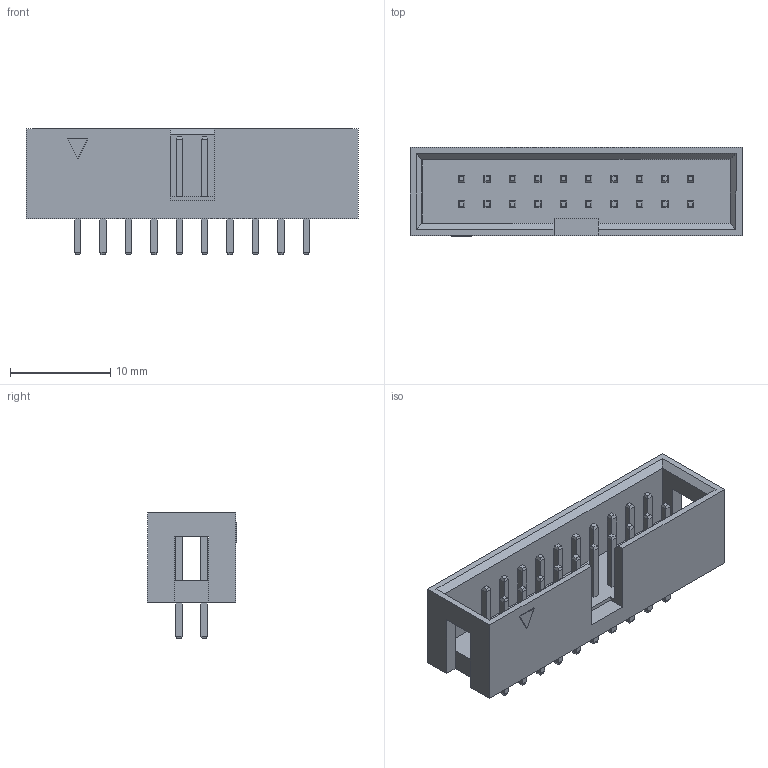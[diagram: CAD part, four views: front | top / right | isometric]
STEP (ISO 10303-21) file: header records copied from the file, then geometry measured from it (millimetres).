
FILE_DESCRIPTION (( 'STEP AP214' ), '1' );
FILE_NAME ('AACCF252-3812-4EE4-8F5A-67FB686232E9.STEP', '2024-10-27T03:12:40', ( '' ), ( '' ), 'SwSTEP 2.0', 'SolidWorks 2022', '' );
FILE_SCHEMA (( 'AUTOMOTIVE_DESIGN' ));
Length unit declared in the file: millimetre
Products named in the file (1): AACCF252-3812-4EE4-8F5A-67FB686232E9
Bounding box: 33.2 x 8.9 x 12.6 mm (x, y, z)
Volume: 1248.3 mm3; surface area: 2218.3 mm2
Topology: 1 solids, 1 shells, 396 faces, 903 edges, 546 vertices
Faces by surface type: plane 396
Entity records: 11101 total; most frequent: CARTESIAN_POINT 1846, ORIENTED_EDGE 1806, DIRECTION 1697, LINE 903, VECTOR 903, EDGE_CURVE 903, VERTEX_POINT 546, EDGE_LOOP 437
